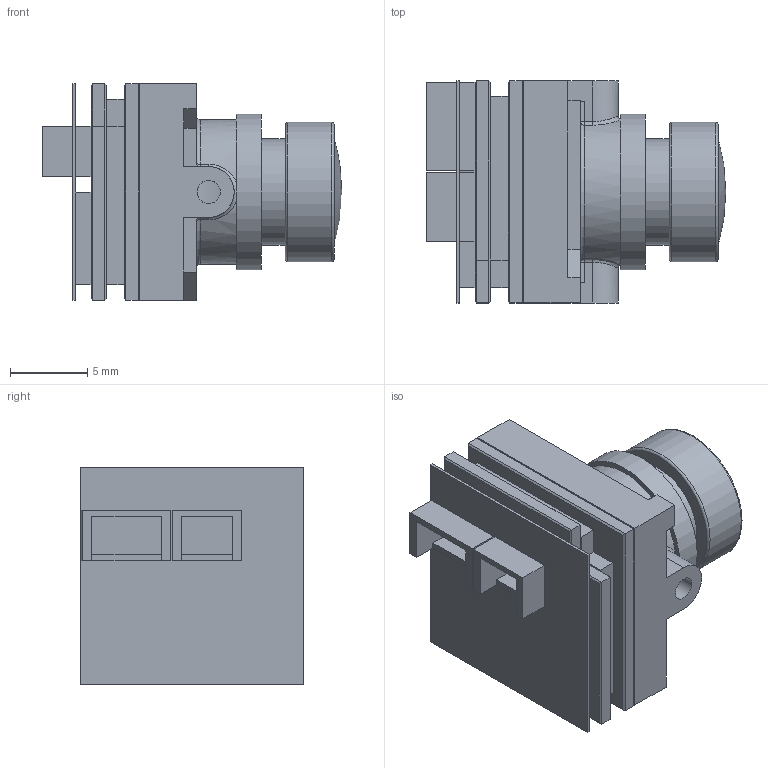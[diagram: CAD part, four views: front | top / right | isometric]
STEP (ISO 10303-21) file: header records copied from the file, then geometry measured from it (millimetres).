
FILE_DESCRIPTION(/* description */ (''),/* implementation_level */ '2;1');
FILE_NAME(/* name */ 'CADDX BABY RATEL 2 CAMERA.stp',/* time_stamp */ '2023-05-05T13:11:35-07:00',/* author */ (''),/* organization */ (''),/* preprocessor_version */ 'ST-DEVELOPER v18.1',/* originating_system */ 'SIEMENS PLM Software NX 1988',/* authorisation */ '');
FILE_SCHEMA (('AUTOMOTIVE_DESIGN { 1 0 10303 214 3 1 1 1 }'));
Bounding box: 19.35 x 14.35 x 14 mm (x, y, z)
Volume: 1970.1 mm3; surface area: 1633.9 mm2
Topology: 1 solids, 1 shells, 153 faces, 387 edges, 236 vertices
Faces by surface type: plane 123, cylinder 19, sphere 5, torus 4, bspline 2
Full cylindrical faces by diameter (mm): 1.5 x2, 6.85 x1, 9 x1, 10.05 x1
Entity records: 5705 total; most frequent: CRTPNT 1016, ORNEDG 744, DRCTN 707, EDGCRV 372, LINE 323, VECTOR 323, VRTPNT 233, A2PL3D 192
